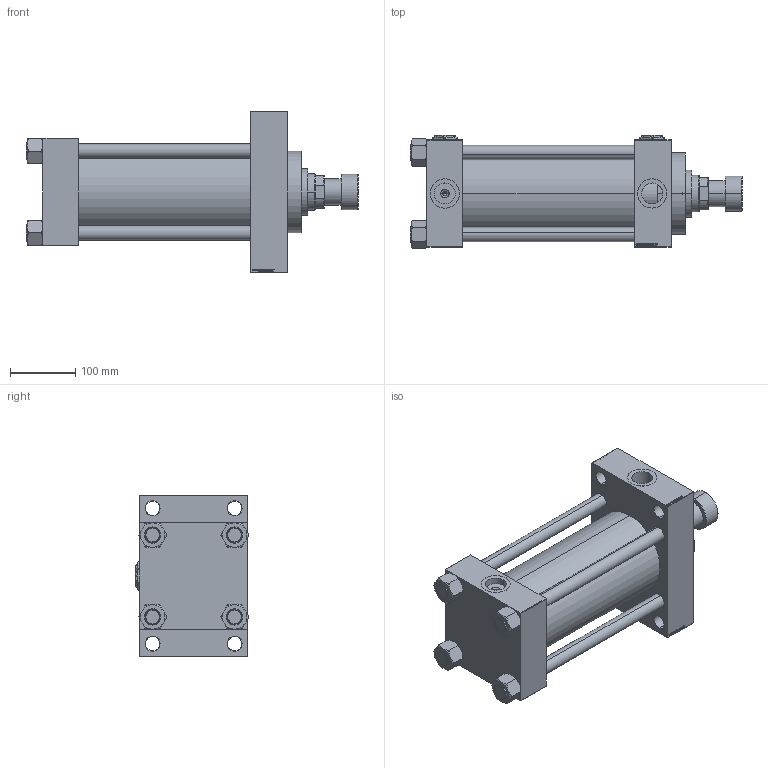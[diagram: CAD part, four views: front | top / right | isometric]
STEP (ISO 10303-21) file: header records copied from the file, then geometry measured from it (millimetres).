
FILE_DESCRIPTION (( 'STEP AP203' ), '1' );
FILE_NAME ('4117.STEP', '2022-04-16T10:49:03', ( '' ), ( '' ), 'SwSTEP 2.0', 'SolidWorks 2019', '' );
FILE_SCHEMA (( 'CONFIG_CONTROL_DESIGN' ));
Length unit declared in the file: millimetre
Products named in the file (8): 4117; V215CR_ROD_END_F cd0da6b8ee51cec0b50574b7591c388a; V215_VC_A cd0da6b8ee51cec0b50574b7591c388a; V215CR_VCP_D cd0da6b8ee51cec0b50574b7591c388a; Zatka_pro_OIL_PORT cd0da6b8ee51cec0b50574b7591c388a; NUT_M5_D cd0da6b8ee51cec0b50574b7591c388a; V215CR_D_Body cd0da6b8ee51cec0b50574b7591c388a; V215CR_D_TYCINKA cd0da6b8ee51cec0b50574b7591c388a
Assembly tree (14 placements, depth 2):
  4117
    V215CR_D_Body cd0da6b8ee51cec0b50574b7591c388a
    V215CR_VCP_D cd0da6b8ee51cec0b50574b7591c388a
    NUT_M5_D cd0da6b8ee51cec0b50574b7591c388a  x4
    V215CR_D_TYCINKA cd0da6b8ee51cec0b50574b7591c388a  x4
    V215_VC_A cd0da6b8ee51cec0b50574b7591c388a
    V215CR_ROD_END_F cd0da6b8ee51cec0b50574b7591c388a
    Zatka_pro_OIL_PORT cd0da6b8ee51cec0b50574b7591c388a  x2
Bounding box: 510 x 174.07 x 247 mm (x, y, z)
Volume: 5928164.1 mm3; surface area: 783148.7 mm2
Topology: 14 solids, 14 shells, 1269 faces, 3178 edges, 2056 vertices
Faces by surface type: plane 598, bspline 368, cone 186, cylinder 105, torus 12
Entity records: 50468 total; most frequent: CARTESIAN_POINT 26021, ORIENTED_EDGE 5428, DIRECTION 3626, EDGE_CURVE 2714, VERTEX_POINT 1776, VECTOR 1572, LINE 1572, EDGE_LOOP 1212
